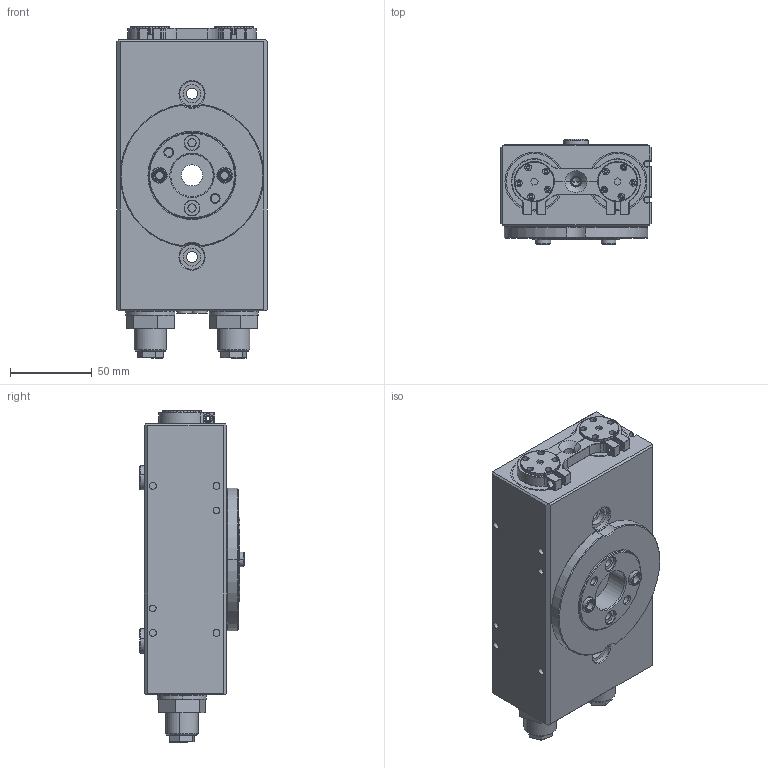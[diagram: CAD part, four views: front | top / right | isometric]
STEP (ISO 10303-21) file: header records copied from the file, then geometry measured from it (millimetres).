
FILE_DESCRIPTION (( 'STEP AP203' ), '1' );
FILE_NAME ('TP32-180.STEP', '2025-04-03T02:21:03', ( 'USER-' ), ( 'Microsoft' ), 'SwSTEP 2.0', 'SolidWorks 2018', '' );
FILE_SCHEMA (( 'CONFIG_CONTROL_DESIGN' ));
Length unit declared in the file: millimetre
Products named in the file (22): ﾏ擎ﾗ15｡ﾁ10｡ﾁ6; YH2015-A-01B 郪磁宒褲极; 1-TP32-01 褲极; 1-TP32-05 茞癹弇蟀諉极; 缓冲器密封钢圈; M5晦す芛蹟隊; 20-15遣喳ん隅倰莉こ-1; 棠羲換覜ん; TP32-180; 1-TP32-02 喘謫粣; 1-TP32-06 茞癹弇裝; YH2015-A-01-2B后封油腔衬套; TP32-10 粣創揤遠; YH2015-A-01B 郪磁宒褲极-1; ﾏ擎ﾗ9｡ﾁ6｡ﾁ5; 1-TP32-08 癹弇縐嘀; 1-TP32-04 遣喳蟀諉极; TP32; 20-15遣喳ん隅倰莉こ; 1-TP32-07硬限位圈; YH2015-A-01-1B綴猾俋褲极; 遣喳ん坶踡蹟譫
Assembly tree (33 placements, depth 4):
  TP32-180
    20-15遣喳ん隅倰莉こ
      YH2015-A-01B 郪磁宒褲极
        YH2015-A-01-1B綴猾俋褲极
        YH2015-A-01-2B后封油腔衬套
    20-15遣喳ん隅倰莉こ-1
      YH2015-A-01B 郪磁宒褲极-1
        YH2015-A-01-1B綴猾俋褲极
        YH2015-A-01-2B后封油腔衬套
    1-TP32-02 喘謫粣
    1-TP32-01 褲极
    1-TP32-04 遣喳蟀諉极  x2
    缓冲器密封钢圈  x2
    遣喳ん坶踡蹟譫  x2
    1-TP32-05 茞癹弇蟀諉极  x2
    1-TP32-06 茞癹弇裝  x2
    1-TP32-07硬限位圈  x2
    1-TP32-08 癹弇縐嘀
    M5晦す芛蹟隊  x2
    TP32-10 粣創揤遠
    TP32
    ﾏ擎ﾗ9｡ﾁ6｡ﾁ5  x2
    棠羲換覜ん  x2
    ﾏ擎ﾗ15｡ﾁ10｡ﾁ6  x2
Bounding box: 92 x 64.3 x 203.33 mm (x, y, z)
Volume: 590632.9 mm3; surface area: 174489.2 mm2
Topology: 29 solids, 49 shells, 2407 faces, 6009 edges, 3758 vertices
Faces by surface type: plane 1187, cone 474, cylinder 460, bspline 260, torus 26
Entity records: 64855 total; most frequent: CARTESIAN_POINT 21361, ORIENTED_EDGE 8856, DIRECTION 7729, EDGE_CURVE 4428, VERTEX_POINT 2829, AXIS2_PLACEMENT_3D 2609, LINE 2511, VECTOR 2511
